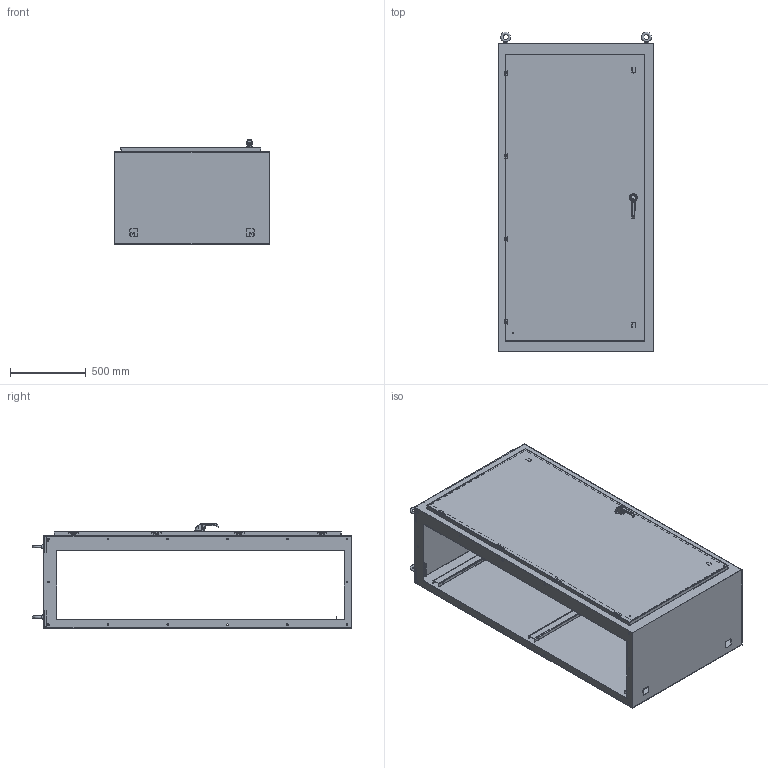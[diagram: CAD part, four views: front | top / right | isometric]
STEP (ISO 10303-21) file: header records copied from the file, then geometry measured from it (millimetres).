
FILE_DESCRIPTION (( 'STEP AP214' ), '1' );
FILE_NAME ('SCE-N80C4024.STEP', '2024-06-18T16:08:50', ( '' ), ( '' ), 'SwSTEP 2.0', 'SolidWorks 2023', '' );
FILE_SCHEMA (( 'AUTOMOTIVE_DESIGN' ));
Length unit declared in the file: inch
Products named in the file (1): SCE-N80C4024
Bounding box: 1022.35 x 2106.71 x 686.97 mm (x, y, z)
Volume: 18574009 mm3; surface area: 13941261.7 mm2
Topology: 29 solids, 33 shells, 3555 faces, 9124 edges, 5641 vertices
Faces by surface type: plane 1499, cylinder 1208, bspline 658, cone 113, torus 77
Full cylindrical faces by diameter (mm): 1.016 x4, 3.978 x4, 4.318 x20, 4.978 x16, 5.016 x2, 5.207 x8, 5.232 x8, 5.537 x4, 6.096 x8, 6.198 x8, 6.35 x8, 9.525 x12, 10.323 x8, 11.112 x20, 11.113 x4, 15.24 x4, 16 x1, 22 x1, 29.8 x4
Entity records: 169273 total; most frequent: CARTESIAN_POINT 89272, ORIENTED_EDGE 17436, DIRECTION 15040, EDGE_CURVE 8718, VERTEX_POINT 5527, AXIS2_PLACEMENT_3D 5398, LINE 4244, VECTOR 4244
